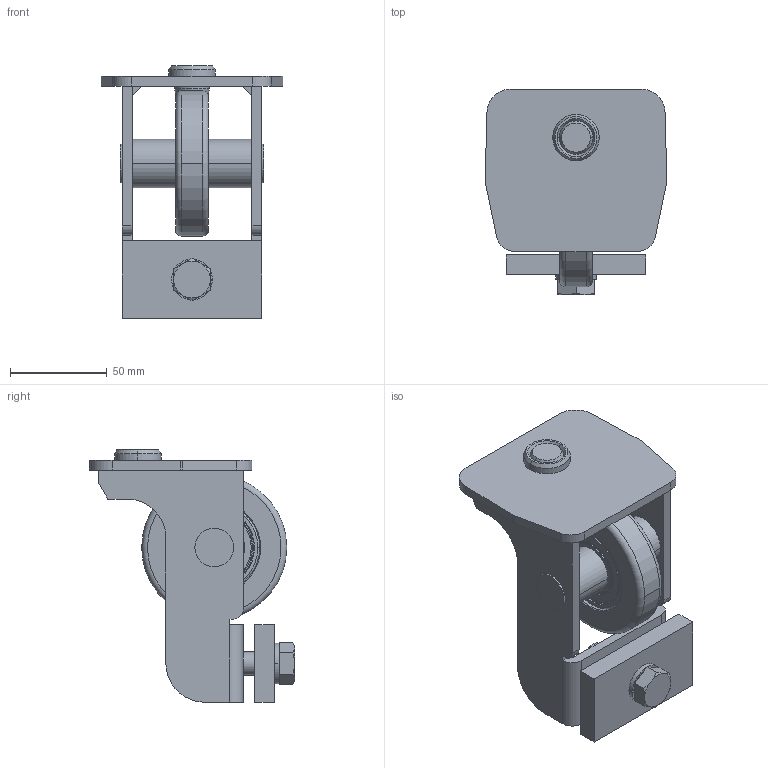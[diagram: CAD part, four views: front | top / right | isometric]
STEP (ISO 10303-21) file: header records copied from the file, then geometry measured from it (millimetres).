
FILE_DESCRIPTION (( 'STEP AP203' ), '1' );
FILE_NAME ('39021020 CUS.STEP', '2021-08-04T09:12:05', ( '' ), ( '' ), 'SwSTEP 2.0', 'SolidWorks 2020', '' );
FILE_SCHEMA (( 'CONFIG_CONTROL_DESIGN' ));
Length unit declared in the file: millimetre
Products named in the file (1): 39021020 CUS
Bounding box: 94 x 106 x 130.5 mm (x, y, z)
Volume: 224554.6 mm3; surface area: 84513.5 mm2
Topology: 2 solids, 4 shells, 278 faces, 634 edges, 392 vertices
Faces by surface type: plane 107, cylinder 80, cone 61, torus 28, bspline 2
Entity records: 8477 total; most frequent: CARTESIAN_POINT 1983, DIRECTION 1430, ORIENTED_EDGE 1268, EDGE_CURVE 634, AXIS2_PLACEMENT_3D 564, VERTEX_POINT 394, EDGE_LOOP 318, LINE 302
